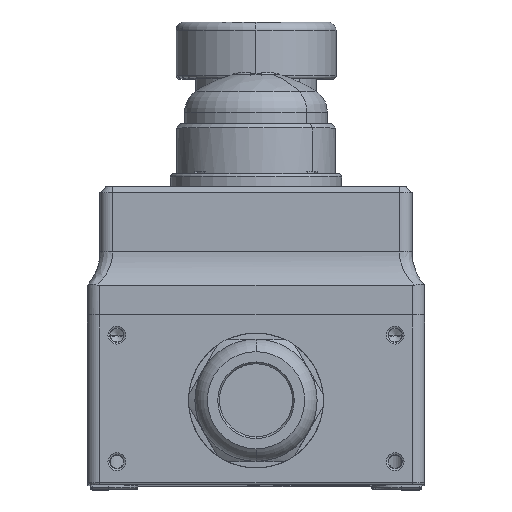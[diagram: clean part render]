
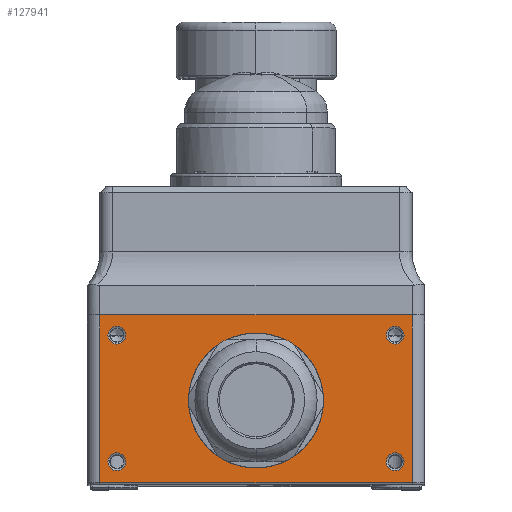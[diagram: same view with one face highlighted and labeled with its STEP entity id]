
A CAD part, top view. The second image highlights one B-rep face of the part: STEP entity #127941.
In plain terms, the highlighted planar face has unit normal (0, 0, 1).
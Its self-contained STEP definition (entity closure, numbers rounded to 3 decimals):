
#2003 = LINE ( 'NONE', #34675, #141351 ) ;
#5190 = DIRECTION ( 'NONE',  ( 1., 0., 0. ) ) ;
#5427 = EDGE_LOOP ( 'NONE', ( #71336, #146300 ) ) ;
#5739 = VERTEX_POINT ( 'NONE', #28007 ) ;
#9172 = FACE_BOUND ( 'NONE', #5427, .T. ) ;
#9900 = CARTESIAN_POINT ( 'NONE',  ( -33., 5.5, 69.5 ) ) ;
#10047 = EDGE_CURVE ( 'NONE', #159000, #156968, #14177, .T. ) ;
#11648 = AXIS2_PLACEMENT_3D ( 'NONE', #121282, #40399, #134886 ) ;
#12869 = CARTESIAN_POINT ( 'NONE',  ( -30.9, 35.5, 69.5 ) ) ;
#12933 = AXIS2_PLACEMENT_3D ( 'NONE', #64240, #24122, #118562 ) ;
#14177 = LINE ( 'NONE', #19566, #157838 ) ;
#14426 = LINE ( 'NONE', #166970, #46004 ) ;
#14967 = CARTESIAN_POINT ( 'NONE',  ( -37., 0.5, 69.5 ) ) ;
#15703 = EDGE_LOOP ( 'NONE', ( #64206, #121889 ) ) ;
#15710 = ORIENTED_EDGE ( 'NONE', *, *, #98154, .T. ) ;
#15949 = AXIS2_PLACEMENT_3D ( 'NONE', #45400, #139895, #58982 ) ;
#16241 = CARTESIAN_POINT ( 'NONE',  ( -30.9, 5.5, 69.5 ) ) ;
#19122 = CARTESIAN_POINT ( 'NONE',  ( 33., 35.5, 69.5 ) ) ;
#19303 = CARTESIAN_POINT ( 'NONE',  ( 33., 5.5, 69.5 ) ) ;
#19535 = ORIENTED_EDGE ( 'NONE', *, *, #10047, .T. ) ;
#19566 = CARTESIAN_POINT ( 'NONE',  ( 37., 40.3, 69.5 ) ) ;
#19915 = CARTESIAN_POINT ( 'NONE',  ( -40., 0.5, 69.5 ) ) ;
#20400 = AXIS2_PLACEMENT_3D ( 'NONE', #153512, #72538, #167134 ) ;
#20680 = CARTESIAN_POINT ( 'NONE',  ( -33., 35.5, 69.5 ) ) ;
#23458 = DIRECTION ( 'NONE',  ( 1., 0., 0. ) ) ;
#24111 = ORIENTED_EDGE ( 'NONE', *, *, #144615, .F. ) ;
#24122 = DIRECTION ( 'NONE',  ( 0., 0., -1. ) ) ;
#28007 = CARTESIAN_POINT ( 'NONE',  ( 35.1, 35.5, 69.5 ) ) ;
#29312 = EDGE_CURVE ( 'NONE', #47267, #60553, #134623, .T. ) ;
#30283 = VERTEX_POINT ( 'NONE', #159359 ) ;
#31599 = CARTESIAN_POINT ( 'NONE',  ( 37., 0.5, 69.5 ) ) ;
#32033 = AXIS2_PLACEMENT_3D ( 'NONE', #19122, #113551, #32684 ) ;
#32684 = DIRECTION ( 'NONE',  ( -1., 0., 0. ) ) ;
#32862 = DIRECTION ( 'NONE',  ( -1., 0., 0. ) ) ;
#34255 = DIRECTION ( 'NONE',  ( 1., 0., 0. ) ) ;
#34675 = CARTESIAN_POINT ( 'NONE',  ( -37., 40.3, 69.5 ) ) ;
#35245 = VERTEX_POINT ( 'NONE', #74367 ) ;
#35333 = CIRCLE ( 'NONE', #161310, 2.1 ) ;
#36029 = VERTEX_POINT ( 'NONE', #12869 ) ;
#36688 = EDGE_CURVE ( 'NONE', #165412, #36029, #48197, .T. ) ;
#40399 = DIRECTION ( 'NONE',  ( 0., 0., 1. ) ) ;
#40825 = FACE_OUTER_BOUND ( 'NONE', #117617, .T. ) ;
#43123 = CIRCLE ( 'NONE', #88972, 12.6 ) ;
#45400 = CARTESIAN_POINT ( 'NONE',  ( 33., 35.5, 69.5 ) ) ;
#46004 = VECTOR ( 'NONE', #5190, 1000. ) ;
#47267 = VERTEX_POINT ( 'NONE', #63413 ) ;
#47299 = VERTEX_POINT ( 'NONE', #118332 ) ;
#48197 = CIRCLE ( 'NONE', #130020, 2.1 ) ;
#51164 = CARTESIAN_POINT ( 'NONE',  ( 0., 20., 69.5 ) ) ;
#51955 = EDGE_LOOP ( 'NONE', ( #140110, #149530 ) ) ;
#58443 = CARTESIAN_POINT ( 'NONE',  ( -33., 5.5, 69.5 ) ) ;
#58943 = CARTESIAN_POINT ( 'NONE',  ( -12.6, 20., 69.5 ) ) ;
#58982 = DIRECTION ( 'NONE',  ( -1., 0., 0. ) ) ;
#60553 = VERTEX_POINT ( 'NONE', #128684 ) ;
#60895 = EDGE_LOOP ( 'NONE', ( #24111, #108281 ) ) ;
#61958 = EDGE_CURVE ( 'NONE', #92754, #30283, #35333, .T. ) ;
#63413 = CARTESIAN_POINT ( 'NONE',  ( 35.1, 5.5, 69.5 ) ) ;
#64206 = ORIENTED_EDGE ( 'NONE', *, *, #61958, .F. ) ;
#64240 = CARTESIAN_POINT ( 'NONE',  ( -40., 40.3, 69.5 ) ) ;
#64252 = EDGE_CURVE ( 'NONE', #169755, #47299, #43123, .T. ) ;
#64816 = DIRECTION ( 'NONE',  ( 1., 0., 0. ) ) ;
#70363 = CARTESIAN_POINT ( 'NONE',  ( -33., 35.5, 69.5 ) ) ;
#71336 = ORIENTED_EDGE ( 'NONE', *, *, #29312, .F. ) ;
#72003 = DIRECTION ( 'NONE',  ( 1., 0., 0. ) ) ;
#72538 = DIRECTION ( 'NONE',  ( 0., 0., 1. ) ) ;
#74367 = CARTESIAN_POINT ( 'NONE',  ( 30.9, 35.5, 69.5 ) ) ;
#76647 = FACE_BOUND ( 'NONE', #89461, .T. ) ;
#78028 = CARTESIAN_POINT ( 'NONE',  ( -37., 40.3, 69.5 ) ) ;
#78227 = VERTEX_POINT ( 'NONE', #14967 ) ;
#79028 = EDGE_CURVE ( 'NONE', #90387, #78227, #2003, .T. ) ;
#80137 = CIRCLE ( 'NONE', #172097, 2.1 ) ;
#80910 = FACE_BOUND ( 'NONE', #51955, .T. ) ;
#83938 = DIRECTION ( 'NONE',  ( 1., 0., 0. ) ) ;
#88881 = DIRECTION ( 'NONE',  ( 0., -1., 0. ) ) ;
#88972 = AXIS2_PLACEMENT_3D ( 'NONE', #51164, #145735, #64816 ) ;
#89461 = EDGE_LOOP ( 'NONE', ( #130514, #144443 ) ) ;
#90387 = VERTEX_POINT ( 'NONE', #78028 ) ;
#91453 = AXIS2_PLACEMENT_3D ( 'NONE', #19303, #113727, #32862 ) ;
#92754 = VERTEX_POINT ( 'NONE', #16241 ) ;
#94745 = EDGE_CURVE ( 'NONE', #36029, #165412, #80137, .T. ) ;
#95777 = CARTESIAN_POINT ( 'NONE',  ( 37., 40.3, 69.5 ) ) ;
#96532 = AXIS2_PLACEMENT_3D ( 'NONE', #9900, #104305, #23458 ) ;
#98154 = EDGE_CURVE ( 'NONE', #78227, #159000, #166240, .T. ) ;
#104305 = DIRECTION ( 'NONE',  ( 0., 0., 1. ) ) ;
#107240 = EDGE_CURVE ( 'NONE', #30283, #92754, #132914, .T. ) ;
#108281 = ORIENTED_EDGE ( 'NONE', *, *, #64252, .F. ) ;
#108578 = CIRCLE ( 'NONE', #91453, 2.1 ) ;
#111710 = CIRCLE ( 'NONE', #20400, 12.6 ) ;
#112640 = FACE_BOUND ( 'NONE', #15703, .T. ) ;
#113551 = DIRECTION ( 'NONE',  ( 0., 0., 1. ) ) ;
#113727 = DIRECTION ( 'NONE',  ( 0., 0., 1. ) ) ;
#113984 = DIRECTION ( 'NONE',  ( 0., 1., 0. ) ) ;
#114338 = DIRECTION ( 'NONE',  ( 1., 0., 0. ) ) ;
#115106 = DIRECTION ( 'NONE',  ( 0., 0., 1. ) ) ;
#117617 = EDGE_LOOP ( 'NONE', ( #15710, #19535, #157561, #117822 ) ) ;
#117822 = ORIENTED_EDGE ( 'NONE', *, *, #79028, .T. ) ;
#118332 = CARTESIAN_POINT ( 'NONE',  ( 12.6, 20., 69.5 ) ) ;
#118562 = DIRECTION ( 'NONE',  ( -1., 0., 0. ) ) ;
#119124 = EDGE_CURVE ( 'NONE', #90387, #156968, #14426, .T. ) ;
#121282 = CARTESIAN_POINT ( 'NONE',  ( 33., 5.5, 69.5 ) ) ;
#121889 = ORIENTED_EDGE ( 'NONE', *, *, #107240, .F. ) ;
#123004 = EDGE_CURVE ( 'NONE', #60553, #47267, #108578, .T. ) ;
#127213 = EDGE_CURVE ( 'NONE', #35245, #5739, #161535, .T. ) ;
#127941 = ADVANCED_FACE ( 'NONE', ( #152847, #9172, #112640, #80910, #76647, #40825 ), #172330, .F. ) ;
#128684 = CARTESIAN_POINT ( 'NONE',  ( 30.9, 5.5, 69.5 ) ) ;
#130020 = AXIS2_PLACEMENT_3D ( 'NONE', #20680, #115106, #34255 ) ;
#130514 = ORIENTED_EDGE ( 'NONE', *, *, #94745, .F. ) ;
#132224 = CARTESIAN_POINT ( 'NONE',  ( -35.1, 35.5, 69.5 ) ) ;
#132914 = CIRCLE ( 'NONE', #96532, 2.1 ) ;
#134623 = CIRCLE ( 'NONE', #11648, 2.1 ) ;
#134886 = DIRECTION ( 'NONE',  ( -1., 0., 0. ) ) ;
#138730 = VECTOR ( 'NONE', #114338, 1000. ) ;
#139895 = DIRECTION ( 'NONE',  ( 0., 0., 1. ) ) ;
#140110 = ORIENTED_EDGE ( 'NONE', *, *, #155868, .F. ) ;
#141351 = VECTOR ( 'NONE', #88881, 1000. ) ;
#144443 = ORIENTED_EDGE ( 'NONE', *, *, #36688, .F. ) ;
#144615 = EDGE_CURVE ( 'NONE', #47299, #169755, #111710, .T. ) ;
#145735 = DIRECTION ( 'NONE',  ( 0., 0., 1. ) ) ;
#146300 = ORIENTED_EDGE ( 'NONE', *, *, #123004, .F. ) ;
#149530 = ORIENTED_EDGE ( 'NONE', *, *, #127213, .F. ) ;
#152847 = FACE_BOUND ( 'NONE', #60895, .T. ) ;
#152964 = DIRECTION ( 'NONE',  ( 0., 0., 1. ) ) ;
#153512 = CARTESIAN_POINT ( 'NONE',  ( 0., 20., 69.5 ) ) ;
#155868 = EDGE_CURVE ( 'NONE', #5739, #35245, #161004, .T. ) ;
#156968 = VERTEX_POINT ( 'NONE', #95777 ) ;
#157561 = ORIENTED_EDGE ( 'NONE', *, *, #119124, .F. ) ;
#157838 = VECTOR ( 'NONE', #113984, 1000. ) ;
#159000 = VERTEX_POINT ( 'NONE', #31599 ) ;
#159359 = CARTESIAN_POINT ( 'NONE',  ( -35.1, 5.5, 69.5 ) ) ;
#161004 = CIRCLE ( 'NONE', #15949, 2.1 ) ;
#161310 = AXIS2_PLACEMENT_3D ( 'NONE', #58443, #152964, #72003 ) ;
#161535 = CIRCLE ( 'NONE', #32033, 2.1 ) ;
#164950 = DIRECTION ( 'NONE',  ( 0., 0., 1. ) ) ;
#165412 = VERTEX_POINT ( 'NONE', #132224 ) ;
#166240 = LINE ( 'NONE', #19915, #138730 ) ;
#166970 = CARTESIAN_POINT ( 'NONE',  ( -40., 40.3, 69.5 ) ) ;
#167134 = DIRECTION ( 'NONE',  ( 1., 0., 0. ) ) ;
#169755 = VERTEX_POINT ( 'NONE', #58943 ) ;
#172097 = AXIS2_PLACEMENT_3D ( 'NONE', #70363, #164950, #83938 ) ;
#172330 = PLANE ( 'NONE',  #12933 ) ;
